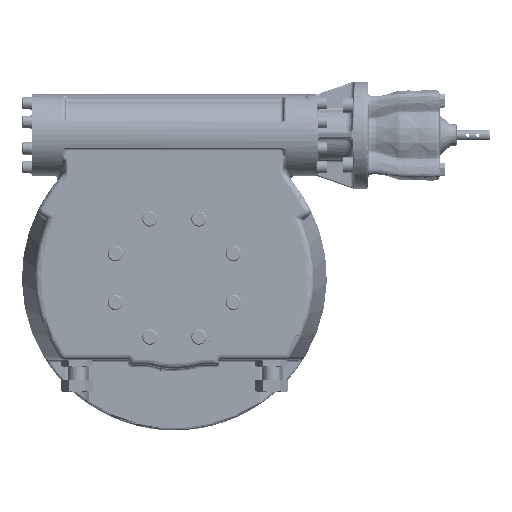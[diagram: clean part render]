
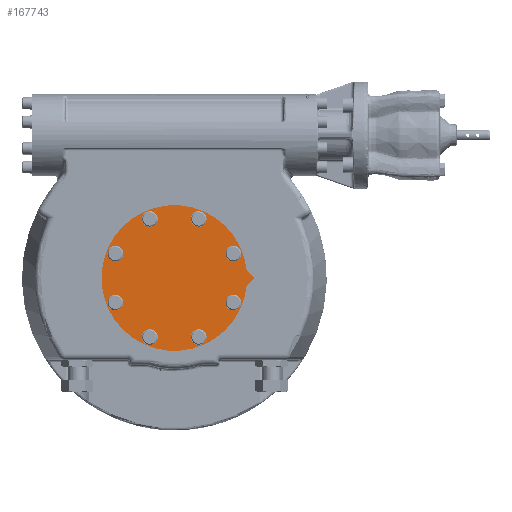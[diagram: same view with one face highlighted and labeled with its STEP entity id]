
A CAD part, top view. The second image highlights one B-rep face of the part: STEP entity #167743.
In plain terms, the highlighted planar face has unit normal (0, 0, 1).
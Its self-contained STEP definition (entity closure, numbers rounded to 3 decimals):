
#8416=CIRCLE('',#182975,142.5);
#8418=CIRCLE('',#182979,15.35);
#8420=CIRCLE('',#182983,15.35);
#8422=CIRCLE('',#182987,15.35);
#8424=CIRCLE('',#182991,15.35);
#8426=CIRCLE('',#182995,15.35);
#8428=CIRCLE('',#182999,15.35);
#8430=CIRCLE('',#183003,15.35);
#8432=CIRCLE('',#183007,15.35);
#16540=LINE('',#283461,#27294);
#16542=LINE('',#283465,#27296);
#27294=VECTOR('',#212363,1000.);
#27296=VECTOR('',#212367,1000.);
#61759=ORIENTED_EDGE('',*,*,#100547,.F.);
#61760=ORIENTED_EDGE('',*,*,#100537,.F.);
#61761=ORIENTED_EDGE('',*,*,#100539,.F.);
#61762=ORIENTED_EDGE('',*,*,#100549,.F.);
#61763=ORIENTED_EDGE('',*,*,#100535,.F.);
#61764=ORIENTED_EDGE('',*,*,#100541,.F.);
#61765=ORIENTED_EDGE('',*,*,#100543,.F.);
#61766=ORIENTED_EDGE('',*,*,#100545,.F.);
#61767=ORIENTED_EDGE('',*,*,#100529,.F.);
#61768=ORIENTED_EDGE('',*,*,#100533,.F.);
#61769=ORIENTED_EDGE('',*,*,#100531,.F.);
#100529=EDGE_CURVE('',#122135,#122136,#16540,.T.);
#100531=EDGE_CURVE('',#122136,#122137,#16542,.T.);
#100533=EDGE_CURVE('',#122137,#122135,#8416,.T.);
#100535=EDGE_CURVE('',#122139,#122139,#8418,.T.);
#100537=EDGE_CURVE('',#122141,#122141,#8420,.T.);
#100539=EDGE_CURVE('',#122143,#122143,#8422,.T.);
#100541=EDGE_CURVE('',#122145,#122145,#8424,.T.);
#100543=EDGE_CURVE('',#122147,#122147,#8426,.T.);
#100545=EDGE_CURVE('',#122149,#122149,#8428,.T.);
#100547=EDGE_CURVE('',#122151,#122151,#8430,.T.);
#100549=EDGE_CURVE('',#122153,#122153,#8432,.T.);
#122135=VERTEX_POINT('',#283460);
#122136=VERTEX_POINT('',#283462);
#122137=VERTEX_POINT('',#283466);
#122139=VERTEX_POINT('',#283475);
#122141=VERTEX_POINT('',#283481);
#122143=VERTEX_POINT('',#283487);
#122145=VERTEX_POINT('',#283493);
#122147=VERTEX_POINT('',#283499);
#122149=VERTEX_POINT('',#283505);
#122151=VERTEX_POINT('',#283511);
#122153=VERTEX_POINT('',#283517);
#142616=EDGE_LOOP('',(#61759));
#142617=EDGE_LOOP('',(#61760));
#142618=EDGE_LOOP('',(#61761));
#142619=EDGE_LOOP('',(#61762));
#142620=EDGE_LOOP('',(#61763));
#142621=EDGE_LOOP('',(#61764));
#142622=EDGE_LOOP('',(#61765));
#142623=EDGE_LOOP('',(#61766));
#142624=EDGE_LOOP('',(#61767,#61768,#61769));
#153364=FACE_BOUND('',#142616,.T.);
#153365=FACE_BOUND('',#142617,.T.);
#153366=FACE_BOUND('',#142618,.T.);
#153367=FACE_BOUND('',#142619,.T.);
#153368=FACE_BOUND('',#142620,.T.);
#153369=FACE_BOUND('',#142621,.T.);
#153370=FACE_BOUND('',#142622,.T.);
#153371=FACE_BOUND('',#142623,.T.);
#153372=FACE_BOUND('',#142624,.T.);
#160280=PLANE('',#183008);
#167743=ADVANCED_FACE('',(#153364,#153365,#153366,#153367,#153368,#153369,
#153370,#153371,#153372),#160280,.F.);
#182975=AXIS2_PLACEMENT_3D('',#283469,#212371,#212372);
#182979=AXIS2_PLACEMENT_3D('',#283474,#212379,#212380);
#182983=AXIS2_PLACEMENT_3D('',#283480,#212387,#212388);
#182987=AXIS2_PLACEMENT_3D('',#283486,#212395,#212396);
#182991=AXIS2_PLACEMENT_3D('',#283492,#212403,#212404);
#182995=AXIS2_PLACEMENT_3D('',#283498,#212411,#212412);
#182999=AXIS2_PLACEMENT_3D('',#283504,#212419,#212420);
#183003=AXIS2_PLACEMENT_3D('',#283510,#212427,#212428);
#183007=AXIS2_PLACEMENT_3D('',#283516,#212435,#212436);
#183008=AXIS2_PLACEMENT_3D('',#283518,#212437,#212438);
#212363=DIRECTION('',(0.707,-0.707,0.));
#212367=DIRECTION('',(-0.707,-0.707,0.));
#212371=DIRECTION('',(0.,0.,-1.));
#212372=DIRECTION('',(1.,0.,0.));
#212379=DIRECTION('',(0.,0.,1.));
#212380=DIRECTION('',(0.707,0.707,0.));
#212387=DIRECTION('',(0.,0.,1.));
#212388=DIRECTION('',(0.,1.,0.));
#212395=DIRECTION('',(0.,0.,1.));
#212396=DIRECTION('',(-0.707,0.707,0.));
#212403=DIRECTION('',(0.,0.,1.));
#212404=DIRECTION('',(-1.,0.,0.));
#212411=DIRECTION('',(0.,0.,1.));
#212412=DIRECTION('',(-0.707,-0.707,0.));
#212419=DIRECTION('',(0.,0.,1.));
#212420=DIRECTION('',(0.,-1.,0.));
#212427=DIRECTION('',(0.,0.,1.));
#212428=DIRECTION('',(0.707,-0.707,0.));
#212435=DIRECTION('',(0.,0.,1.));
#212436=DIRECTION('',(1.,0.,0.));
#212437=DIRECTION('',(0.,0.,-1.));
#212438=DIRECTION('',(1.,0.,0.));
#283460=CARTESIAN_POINT('',(141.673,15.327,78.));
#283461=CARTESIAN_POINT('',(157.,0.,78.));
#283462=CARTESIAN_POINT('',(157.,0.,78.));
#283465=CARTESIAN_POINT('',(157.,0.,78.));
#283466=CARTESIAN_POINT('',(141.673,-15.327,78.));
#283469=CARTESIAN_POINT('',(0.,0.,
78.));
#283474=CARTESIAN_POINT('',(47.835,115.485,78.));
#283475=CARTESIAN_POINT('',(58.69,126.339,78.));
#283480=CARTESIAN_POINT('',(-47.835,115.485,78.));
#283481=CARTESIAN_POINT('',(-47.835,130.835,78.));
#283486=CARTESIAN_POINT('',(-115.485,47.835,78.));
#283487=CARTESIAN_POINT('',(-126.339,58.69,78.));
#283492=CARTESIAN_POINT('',(-115.485,-47.835,78.));
#283493=CARTESIAN_POINT('',(-130.835,-47.835,78.));
#283498=CARTESIAN_POINT('',(-47.835,-115.485,78.));
#283499=CARTESIAN_POINT('',(-58.69,-126.339,78.));
#283504=CARTESIAN_POINT('',(47.835,-115.485,78.));
#283505=CARTESIAN_POINT('',(47.835,-130.835,78.));
#283510=CARTESIAN_POINT('',(115.485,-47.835,78.));
#283511=CARTESIAN_POINT('',(126.339,-58.69,78.));
#283516=CARTESIAN_POINT('',(115.485,47.835,78.));
#283517=CARTESIAN_POINT('',(130.835,47.835,78.));
#283518=CARTESIAN_POINT('',(0.,0.,
78.));
